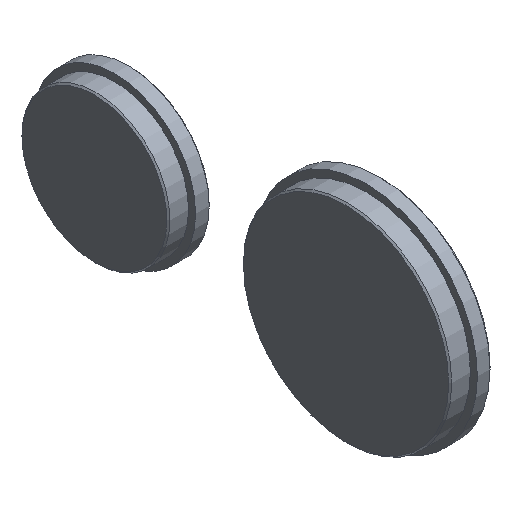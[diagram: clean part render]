
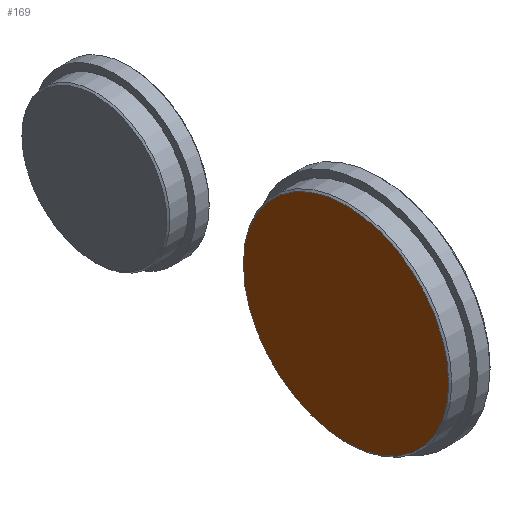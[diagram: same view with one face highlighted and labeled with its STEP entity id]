
A CAD part, isometric view. The second image highlights one B-rep face of the part: STEP entity #169.
In plain terms, the highlighted planar face has unit normal (-1, 0, 0).
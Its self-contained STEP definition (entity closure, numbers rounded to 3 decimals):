
#69=ORIENTED_EDGE('',*,*,#80,.T.);
#80=EDGE_CURVE('',#92,#92,#104,.T.);
#92=VERTEX_POINT('',#338);
#104=CIRCLE('',#237,20.4);
#127=EDGE_LOOP('',(#69));
#149=FACE_BOUND('',#127,.T.);
#155=PLANE('',#240);
#169=ADVANCED_FACE('',(#149),#155,.T.);
#237=AXIS2_PLACEMENT_3D('',#337,#292,#293);
#240=AXIS2_PLACEMENT_3D('',#342,#298,#299);
#292=DIRECTION('',(-1.,0.,0.));
#293=DIRECTION('',(0.,1.,0.));
#298=DIRECTION('',(-1.,0.,0.));
#299=DIRECTION('',(0.,1.,0.));
#337=CARTESIAN_POINT('',(-2.999,-50.,0.));
#338=CARTESIAN_POINT('',(-2.999,-29.6,0.));
#342=CARTESIAN_POINT('',(-2.999,-50.,-20.7));
